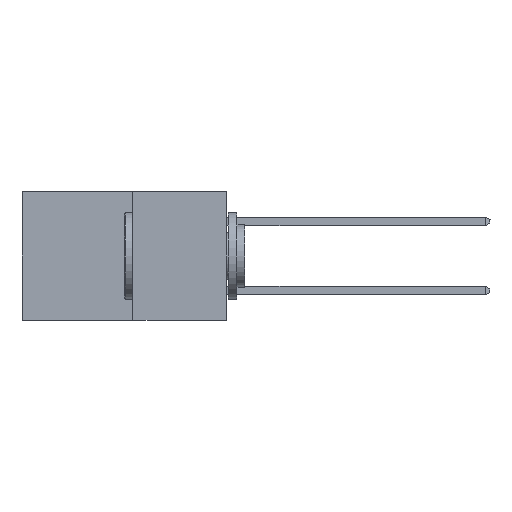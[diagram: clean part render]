
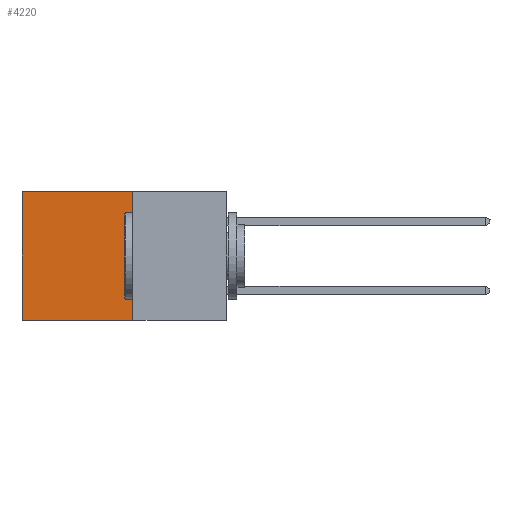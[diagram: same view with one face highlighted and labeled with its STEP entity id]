
A CAD part, left-side view. The second image highlights one B-rep face of the part: STEP entity #4220.
In plain terms, the highlighted planar face has unit normal (-1, 0, 0).
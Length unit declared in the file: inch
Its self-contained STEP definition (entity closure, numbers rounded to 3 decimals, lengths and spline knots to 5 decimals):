
#229 = EDGE_CURVE ( 'NONE', #9451, #2129, #4317, .T. ) ;
#517 = EDGE_LOOP ( 'NONE', ( #5981, #2790, #6782, #10259 ) ) ;
#782 = EDGE_CURVE ( 'NONE', #12018, #9451, #12371, .T. ) ;
#865 = CARTESIAN_POINT ( 'NONE',  ( 0.277, 0.59, -0.37 ) ) ;
#1697 = CARTESIAN_POINT ( 'NONE',  ( 0.277, 0.27, -0.37 ) ) ;
#1710 = DIRECTION ( 'NONE',  ( 0., 1., 0. ) ) ;
#1913 = EDGE_CURVE ( 'NONE', #3854, #2129, #6733, .T. ) ;
#1976 = CARTESIAN_POINT ( 'NONE',  ( 0.277, 0.27, 0. ) ) ;
#2129 = VERTEX_POINT ( 'NONE', #865 ) ;
#2790 = ORIENTED_EDGE ( 'NONE', *, *, #229, .F. ) ;
#3854 = VERTEX_POINT ( 'NONE', #14304 ) ;
#4001 = DIRECTION ( 'NONE',  ( 0., 1., 0. ) ) ;
#4220 = ADVANCED_FACE ( 'NONE', ( #11385 ), #14536, .F. ) ;
#4317 = LINE ( 'NONE', #6770, #7397 ) ;
#5536 = CARTESIAN_POINT ( 'NONE',  ( 0.277, 0.27, -0.37 ) ) ;
#5814 = VECTOR ( 'NONE', #4001, 39.37008 ) ;
#5981 = ORIENTED_EDGE ( 'NONE', *, *, #1913, .T. ) ;
#6580 = VECTOR ( 'NONE', #14338, 39.37008 ) ;
#6733 = LINE ( 'NONE', #10342, #10210 ) ;
#6770 = CARTESIAN_POINT ( 'NONE',  ( 0.277, 0.27, -0.37 ) ) ;
#6782 = ORIENTED_EDGE ( 'NONE', *, *, #782, .F. ) ;
#7397 = VECTOR ( 'NONE', #1710, 39.37008 ) ;
#8074 = DIRECTION ( 'NONE',  ( 0., 0., -1. ) ) ;
#9245 = LINE ( 'NONE', #15810, #5814 ) ;
#9451 = VERTEX_POINT ( 'NONE', #5536 ) ;
#10210 = VECTOR ( 'NONE', #8074, 39.37008 ) ;
#10259 = ORIENTED_EDGE ( 'NONE', *, *, #10729, .T. ) ;
#10342 = CARTESIAN_POINT ( 'NONE',  ( 0.277, 0.59, -0.37 ) ) ;
#10729 = EDGE_CURVE ( 'NONE', #12018, #3854, #9245, .T. ) ;
#11385 = FACE_OUTER_BOUND ( 'NONE', #517, .T. ) ;
#12018 = VERTEX_POINT ( 'NONE', #1976 ) ;
#12371 = LINE ( 'NONE', #1697, #6580 ) ;
#13611 = AXIS2_PLACEMENT_3D ( 'NONE', #14358, #14267, #14236 ) ;
#14236 = DIRECTION ( 'NONE',  ( 0., 0., -1. ) ) ;
#14267 = DIRECTION ( 'NONE',  ( 1., 0., 0. ) ) ;
#14304 = CARTESIAN_POINT ( 'NONE',  ( 0.277, 0.59, 0. ) ) ;
#14338 = DIRECTION ( 'NONE',  ( 0., 0., -1. ) ) ;
#14358 = CARTESIAN_POINT ( 'NONE',  ( 0.277, 0.27, -0.37 ) ) ;
#14536 = PLANE ( 'NONE',  #13611 ) ;
#15810 = CARTESIAN_POINT ( 'NONE',  ( 0.277, 0.27, 0. ) ) ;
